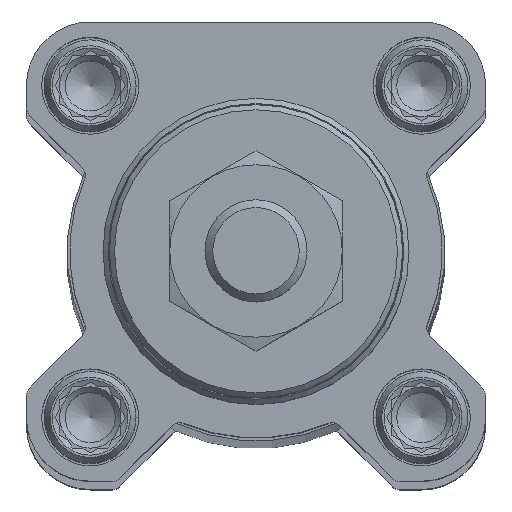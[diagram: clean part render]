
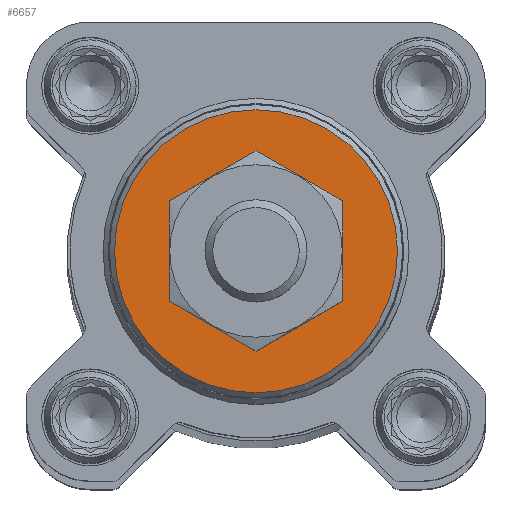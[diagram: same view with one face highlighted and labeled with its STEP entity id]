
A CAD part, top view. The second image highlights one B-rep face of the part: STEP entity #6657.
In plain terms, the highlighted planar face has unit normal (0, 0, 1).
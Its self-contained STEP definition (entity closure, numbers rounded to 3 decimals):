
#1163=PLANE('',#7237);
#1530=CIRCLE('',#7238,13.869);
#1531=CIRCLE('',#7239,6.);
#2293=ORIENTED_EDGE('',*,*,#3972,.F.);
#2294=ORIENTED_EDGE('',*,*,#3973,.T.);
#3972=EDGE_CURVE('',#4847,#4847,#1530,.T.);
#3973=EDGE_CURVE('',#4848,#4848,#1531,.T.);
#4847=VERTEX_POINT('',#10949);
#4848=VERTEX_POINT('',#10951);
#5499=EDGE_LOOP('',(#2293));
#5500=EDGE_LOOP('',(#2294));
#6048=FACE_BOUND('',#5499,.T.);
#6049=FACE_BOUND('',#5500,.T.);
#6657=ADVANCED_FACE('',(#6048,#6049),#1163,.F.);
#7237=AXIS2_PLACEMENT_3D('',#10947,#8222,#8223);
#7238=AXIS2_PLACEMENT_3D('',#10948,#8224,#8225);
#7239=AXIS2_PLACEMENT_3D('',#10950,#8226,#8227);
#8222=DIRECTION('',(0.,0.,-1.));
#8223=DIRECTION('',(-1.,0.,0.));
#8224=DIRECTION('',(0.,0.,-1.));
#8225=DIRECTION('',(-1.,0.,0.));
#8226=DIRECTION('',(0.,0.,-1.));
#8227=DIRECTION('',(-1.,0.,0.));
#10947=CARTESIAN_POINT('',(0.,0.,18.));
#10948=CARTESIAN_POINT('',(0.,0.,18.));
#10949=CARTESIAN_POINT('',(-13.869,0.,18.));
#10950=CARTESIAN_POINT('',(0.,0.,18.));
#10951=CARTESIAN_POINT('',(-6.,0.,18.));
